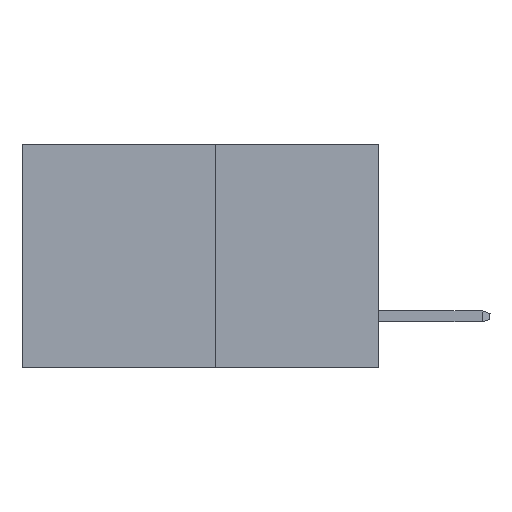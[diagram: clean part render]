
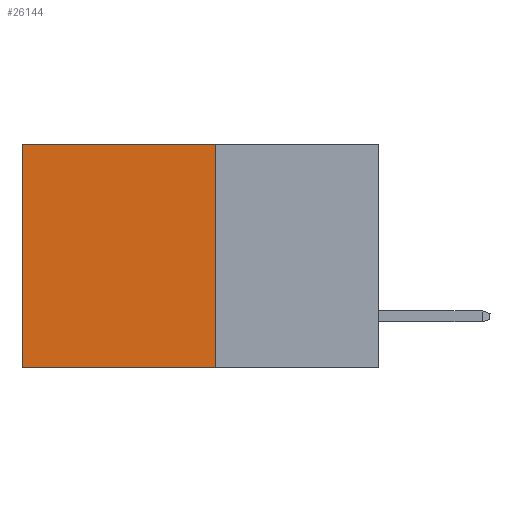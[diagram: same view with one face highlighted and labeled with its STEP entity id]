
A CAD part, left-side view. The second image highlights one B-rep face of the part: STEP entity #26144.
In plain terms, the highlighted planar face has unit normal (-1, 0, 0).
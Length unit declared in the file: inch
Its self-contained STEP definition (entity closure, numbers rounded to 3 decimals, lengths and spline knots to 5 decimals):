
#36 = DIRECTION ( 'NONE',  ( 0., 1., 0. ) ) ;
#741 = EDGE_CURVE ( 'NONE', #28638, #5781, #6651, .T. ) ;
#1084 = PLANE ( 'NONE',  #19752 ) ;
#1937 = CARTESIAN_POINT ( 'NONE',  ( 0.277, 0.27, -0.37 ) ) ;
#2433 = CARTESIAN_POINT ( 'NONE',  ( 0.277, 0.59, -0.37 ) ) ;
#3632 = CARTESIAN_POINT ( 'NONE',  ( 0.277, 0.59, -0.37 ) ) ;
#4157 = EDGE_CURVE ( 'NONE', #28561, #25081, #8874, .T. ) ;
#5544 = LINE ( 'NONE', #21667, #18867 ) ;
#5628 = ORIENTED_EDGE ( 'NONE', *, *, #23923, .T. ) ;
#5632 = DIRECTION ( 'NONE',  ( 1., 0., 0. ) ) ;
#5781 = VERTEX_POINT ( 'NONE', #16918 ) ;
#6651 = LINE ( 'NONE', #1937, #11917 ) ;
#8446 = LINE ( 'NONE', #11250, #25403 ) ;
#8874 = LINE ( 'NONE', #2433, #19377 ) ;
#10511 = ORIENTED_EDGE ( 'NONE', *, *, #13018, .F. ) ;
#10576 = DIRECTION ( 'NONE',  ( 0., 1., 0. ) ) ;
#11250 = CARTESIAN_POINT ( 'NONE',  ( 0.277, 0.27, -0.37 ) ) ;
#11917 = VECTOR ( 'NONE', #27655, 39.37008 ) ;
#12298 = CARTESIAN_POINT ( 'NONE',  ( 0.277, 0.27, -0.37 ) ) ;
#13018 = EDGE_CURVE ( 'NONE', #5781, #25081, #8446, .T. ) ;
#16918 = CARTESIAN_POINT ( 'NONE',  ( 0.277, 0.27, -0.37 ) ) ;
#18064 = DIRECTION ( 'NONE',  ( 0., 0., -1. ) ) ;
#18867 = VECTOR ( 'NONE', #10576, 39.37008 ) ;
#19377 = VECTOR ( 'NONE', #18064, 39.37008 ) ;
#19752 = AXIS2_PLACEMENT_3D ( 'NONE', #12298, #5632, #21249 ) ;
#20183 = CARTESIAN_POINT ( 'NONE',  ( 0.277, 0.27, 0. ) ) ;
#21249 = DIRECTION ( 'NONE',  ( 0., 0., -1. ) ) ;
#21667 = CARTESIAN_POINT ( 'NONE',  ( 0.277, 0.27, 0. ) ) ;
#23148 = FACE_OUTER_BOUND ( 'NONE', #25808, .T. ) ;
#23357 = ORIENTED_EDGE ( 'NONE', *, *, #741, .F. ) ;
#23495 = ORIENTED_EDGE ( 'NONE', *, *, #4157, .T. ) ;
#23923 = EDGE_CURVE ( 'NONE', #28638, #28561, #5544, .T. ) ;
#24265 = CARTESIAN_POINT ( 'NONE',  ( 0.277, 0.59, 0. ) ) ;
#25081 = VERTEX_POINT ( 'NONE', #3632 ) ;
#25403 = VECTOR ( 'NONE', #36, 39.37008 ) ;
#25808 = EDGE_LOOP ( 'NONE', ( #23495, #10511, #23357, #5628 ) ) ;
#26144 = ADVANCED_FACE ( 'NONE', ( #23148 ), #1084, .F. ) ;
#27655 = DIRECTION ( 'NONE',  ( 0., 0., -1. ) ) ;
#28561 = VERTEX_POINT ( 'NONE', #24265 ) ;
#28638 = VERTEX_POINT ( 'NONE', #20183 ) ;
